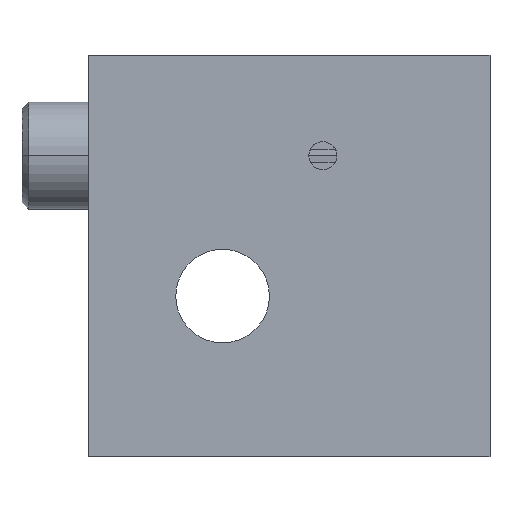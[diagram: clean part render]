
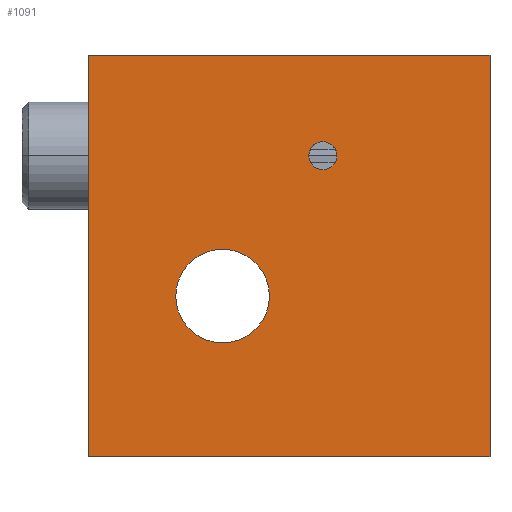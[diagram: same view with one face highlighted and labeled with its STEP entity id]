
A CAD part, left-side view. The second image highlights one B-rep face of the part: STEP entity #1091.
In plain terms, the highlighted planar face has unit normal (-1, 0, 0).
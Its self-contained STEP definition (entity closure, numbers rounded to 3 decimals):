
#103=CARTESIAN_POINT('Vertex',(0.,7.363,1.961)) ;
#108=CARTESIAN_POINT('Axis2P3D Location',(0.,0.363,1.961)) ;
#112=CARTESIAN_POINT('Vertex',(0.,-6.637,1.961)) ;
#192=CARTESIAN_POINT('Vertex',(0.,20.363,-22.039)) ;
#195=CARTESIAN_POINT('Line Origine',(0.,20.363,7.961)) ;
#199=CARTESIAN_POINT('Vertex',(0.,20.363,37.961)) ;
#241=CARTESIAN_POINT('Vertex',(0.,-39.637,37.961)) ;
#244=CARTESIAN_POINT('Line Origine',(0.,-39.637,7.961)) ;
#248=CARTESIAN_POINT('Vertex',(0.,-39.637,-22.039)) ;
#407=CARTESIAN_POINT('Line Origine',(0.,-9.637,37.961)) ;
#437=CARTESIAN_POINT('Axis2P3D Location',(0.,0.363,1.961)) ;
#814=CARTESIAN_POINT('Line Origine',(0.,-9.637,-22.039)) ;
#1058=CARTESIAN_POINT('Axis2P3D Location',(0.,0.,0.)) ;
#1069=CARTESIAN_POINT('Axis2P3D Location',(0.,-14.637,22.961)) ;
#1073=CARTESIAN_POINT('Vertex',(0.,-12.537,22.961)) ;
#1075=CARTESIAN_POINT('Vertex',(0.,-16.737,22.961)) ;
#1078=CARTESIAN_POINT('Axis2P3D Location',(0.,-14.637,22.961)) ;
#109=DIRECTION('Axis2P3D Direction',(-1.,-0.,0.)) ;
#196=DIRECTION('Vector Direction',(0.,0.,1.)) ;
#245=DIRECTION('Vector Direction',(0.,0.,-1.)) ;
#408=DIRECTION('Vector Direction',(0.,1.,0.)) ;
#438=DIRECTION('Axis2P3D Direction',(-1.,-0.,0.)) ;
#815=DIRECTION('Vector Direction',(0.,-1.,0.)) ;
#1059=DIRECTION('Axis2P3D Direction',(1.,0.,0.)) ;
#1060=DIRECTION('Axis2P3D XDirection',(0.,1.,0.)) ;
#1070=DIRECTION('Axis2P3D Direction',(1.,0.,0.)) ;
#1079=DIRECTION('Axis2P3D Direction',(1.,0.,0.)) ;
#110=AXIS2_PLACEMENT_3D('Circle Axis2P3D',#108,#109,$) ;
#439=AXIS2_PLACEMENT_3D('Circle Axis2P3D',#437,#438,$) ;
#1061=AXIS2_PLACEMENT_3D('Plane Axis2P3D',#1058,#1059,#1060) ;
#1071=AXIS2_PLACEMENT_3D('Circle Axis2P3D',#1069,#1070,$) ;
#1080=AXIS2_PLACEMENT_3D('Circle Axis2P3D',#1078,#1079,$) ;
#1064=ORIENTED_EDGE('',*,*,#411,.F.) ;
#1065=ORIENTED_EDGE('',*,*,#201,.F.) ;
#1066=ORIENTED_EDGE('',*,*,#818,.F.) ;
#1067=ORIENTED_EDGE('',*,*,#250,.F.) ;
#1084=ORIENTED_EDGE('',*,*,#1077,.F.) ;
#1085=ORIENTED_EDGE('',*,*,#1082,.F.) ;
#1088=ORIENTED_EDGE('',*,*,#114,.F.) ;
#1089=ORIENTED_EDGE('',*,*,#441,.F.) ;
#1086=FACE_BOUND('',#1083,.T.) ;
#1090=FACE_BOUND('',#1087,.T.) ;
#197=VECTOR('Line Direction',#196,1.) ;
#246=VECTOR('Line Direction',#245,1.) ;
#409=VECTOR('Line Direction',#408,1.) ;
#816=VECTOR('Line Direction',#815,1.) ;
#1091=ADVANCED_FACE('Corps principal',(#1068,#1086,#1090),#1062,.F.) ;
#111=CIRCLE('generated circle',#110,7.) ;
#440=CIRCLE('generated circle',#439,7.) ;
#1072=CIRCLE('generated circle',#1071,2.1) ;
#1081=CIRCLE('generated circle',#1080,2.1) ;
#114=EDGE_CURVE('',#104,#113,#111,.T.) ;
#201=EDGE_CURVE('',#193,#200,#198,.T.) ;
#250=EDGE_CURVE('',#242,#249,#247,.T.) ;
#411=EDGE_CURVE('',#200,#242,#410,.F.) ;
#441=EDGE_CURVE('',#113,#104,#440,.T.) ;
#818=EDGE_CURVE('',#249,#193,#817,.F.) ;
#1077=EDGE_CURVE('',#1074,#1076,#1072,.F.) ;
#1082=EDGE_CURVE('',#1076,#1074,#1081,.F.) ;
#1063=EDGE_LOOP('',(#1064,#1065,#1066,#1067)) ;
#1083=EDGE_LOOP('',(#1084,#1085)) ;
#1087=EDGE_LOOP('',(#1088,#1089)) ;
#1068=FACE_OUTER_BOUND('',#1063,.T.) ;
#198=LINE('Line',#195,#197) ;
#247=LINE('Line',#244,#246) ;
#410=LINE('Line',#407,#409) ;
#817=LINE('Line',#814,#816) ;
#1062=PLANE('',#1061) ;
#104=VERTEX_POINT('',#103) ;
#113=VERTEX_POINT('',#112) ;
#193=VERTEX_POINT('',#192) ;
#200=VERTEX_POINT('',#199) ;
#242=VERTEX_POINT('',#241) ;
#249=VERTEX_POINT('',#248) ;
#1074=VERTEX_POINT('',#1073) ;
#1076=VERTEX_POINT('',#1075) ;
